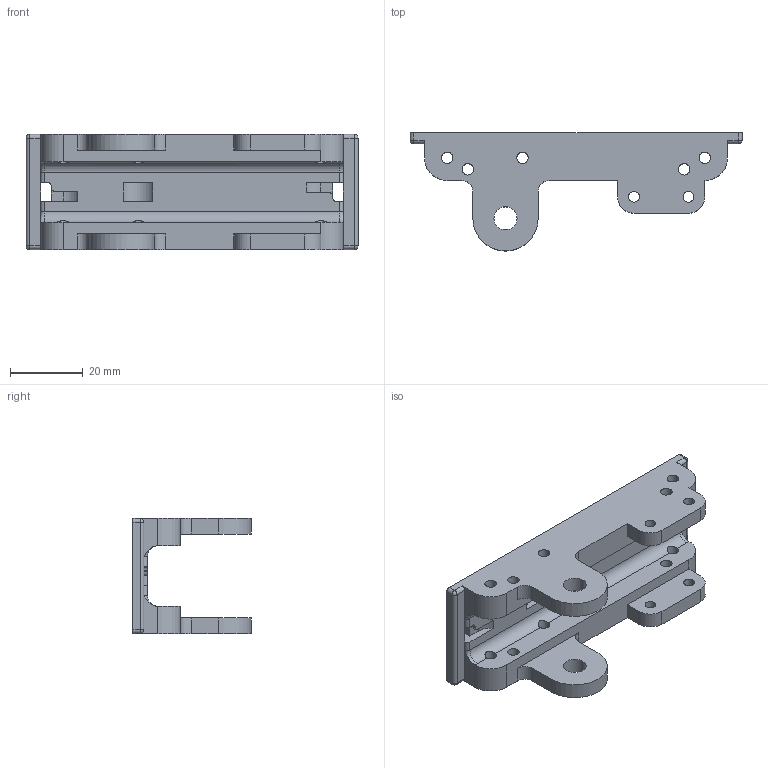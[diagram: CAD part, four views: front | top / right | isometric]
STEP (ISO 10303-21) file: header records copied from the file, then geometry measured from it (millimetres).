
FILE_DESCRIPTION (( 'STEP AP203' ), '1' );
FILE_NAME ('c1_m2.STEP', '2015-02-27T22:50:01', ( '' ), ( '' ), 'SwSTEP 2.0', 'SolidWorks 2013', '' );
FILE_SCHEMA (( 'CONFIG_CONTROL_DESIGN' ));
Length unit declared in the file: millimetre
Products named in the file (1): c1_m2
Bounding box: 91.5 x 32.55 x 31.75 mm (x, y, z)
Volume: 26150.5 mm3; surface area: 13036.2 mm2
Topology: 1 solids, 1 shells, 121 faces, 356 edges, 226 vertices
Faces by surface type: cylinder 69, plane 44, sphere 4, torus 4
Entity records: 4369 total; most frequent: CARTESIAN_POINT 950, DIRECTION 710, ORIENTED_EDGE 704, EDGE_CURVE 352, AXIS2_PLACEMENT_3D 258, VERTEX_POINT 226, LINE 194, VECTOR 194
